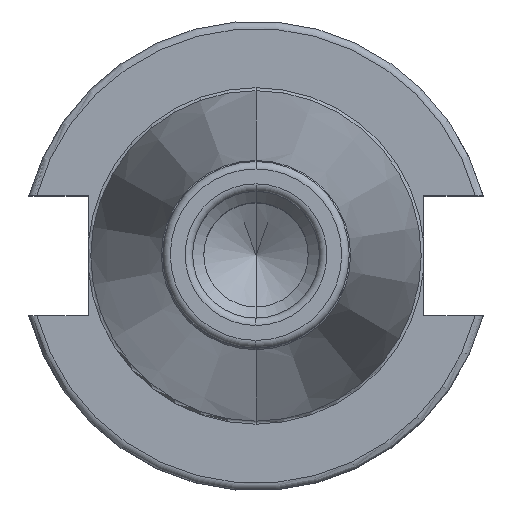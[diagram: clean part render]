
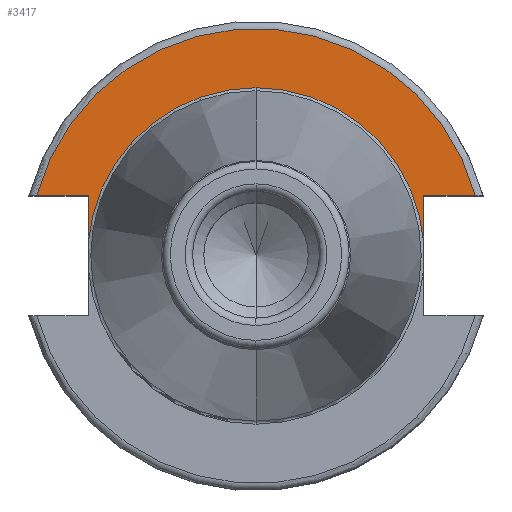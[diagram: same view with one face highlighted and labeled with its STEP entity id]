
A CAD part, top view. The second image highlights one B-rep face of the part: STEP entity #3417.
In plain terms, the highlighted planar face has unit normal (0, 0, 1).
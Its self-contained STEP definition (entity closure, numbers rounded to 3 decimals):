
#1094=CARTESIAN_POINT('',(0,0,10));
#1095=DIRECTION('',(0,0,1));
#1096=DIRECTION('',(0.965,0.264,0));
#1097=AXIS2_PLACEMENT_3D('',#1094,#1095,#1096);
#1144=DIRECTION('',(0,1,0));
#1145=VECTOR('',#1144,6.317);
#1146=CARTESIAN_POINT('',(-22.5,1.733,10));
#1147=LINE('',#1146,#1145);
#1148=DIRECTION('',(1,0,0));
#1149=VECTOR('',#1148,6.918);
#1150=CARTESIAN_POINT('',(-29.418,8.05,10));
#1151=LINE('',#1150,#1149);
#1152=DIRECTION('',(-1,0,0));
#1153=VECTOR('',#1152,6.918);
#1154=CARTESIAN_POINT('',(29.418,8.05,10));
#1155=LINE('',#1154,#1153);
#1156=DIRECTION('',(0,-1,0));
#1157=VECTOR('',#1156,6.317);
#1158=CARTESIAN_POINT('',(22.5,8.05,10));
#1159=LINE('',#1158,#1157);
#1169=CARTESIAN_POINT('',(0,0,10));
#1170=DIRECTION('',(0,0,1));
#1171=DIRECTION('',(0,1,0));
#1172=AXIS2_PLACEMENT_3D('',#1169,#1170,#1171);
#1203=CARTESIAN_POINT('',(0,0,10));
#1204=DIRECTION('',(0,0,-1));
#1205=DIRECTION('',(0,1,0));
#1206=AXIS2_PLACEMENT_3D('',#1203,#1204,#1205);
#1723=CARTESIAN_POINT('',(0,22.567,10));
#1725=VERTEX_POINT('',#1723);
#1855=CARTESIAN_POINT('',(-22.5,1.733,10));
#1856=CARTESIAN_POINT('',(-22.5,8.05,10));
#1857=VERTEX_POINT('',#1855);
#1858=VERTEX_POINT('',#1856);
#1859=CARTESIAN_POINT('',(-29.418,8.05,10));
#1860=VERTEX_POINT('',#1859);
#1861=CARTESIAN_POINT('',(22.5,8.05,10));
#1862=CARTESIAN_POINT('',(22.5,1.733,10));
#1863=VERTEX_POINT('',#1861);
#1864=VERTEX_POINT('',#1862);
#1871=CARTESIAN_POINT('',(29.418,8.05,10));
#1872=VERTEX_POINT('',#1871);
#3399=CARTESIAN_POINT('',(0,0,10));
#3400=DIRECTION('',(0,0,-1));
#3401=DIRECTION('',(0,-1,0));
#3402=AXIS2_PLACEMENT_3D('',#3399,#3400,#3401);
#3403=PLANE('',#3402);
#3404=ORIENTED_EDGE('',*,*,#3268,.T.);
#3405=ORIENTED_EDGE('',*,*,#3290,.F.);
#3406=ORIENTED_EDGE('',*,*,#3371,.F.);
#3408=ORIENTED_EDGE('',*,*,#3407,.T.);
#3410=ORIENTED_EDGE('',*,*,#3409,.T.);
#3412=ORIENTED_EDGE('',*,*,#3411,.F.);
#3414=ORIENTED_EDGE('',*,*,#3413,.T.);
#3415=EDGE_LOOP('',(#3404,#3405,#3406,#3408,#3410,#3412,#3414));
#3416=FACE_OUTER_BOUND('',#3415,.F.);
#3417=ADVANCED_FACE('',(#3416),#3403,.F.);
#1098=CIRCLE('',#1097,30.5);
#1173=CIRCLE('',#1172,22.567);
#1207=CIRCLE('',#1206,22.567);
#3268=EDGE_CURVE('',#1857,#1858,#1147,.T.);
#3290=EDGE_CURVE('',#1860,#1858,#1151,.T.);
#3371=EDGE_CURVE('',#1872,#1860,#1098,.T.);
#3407=EDGE_CURVE('',#1872,#1863,#1155,.T.);
#3409=EDGE_CURVE('',#1863,#1864,#1159,.T.);
#3411=EDGE_CURVE('',#1725,#1864,#1207,.T.);
#3413=EDGE_CURVE('',#1725,#1857,#1173,.T.);
